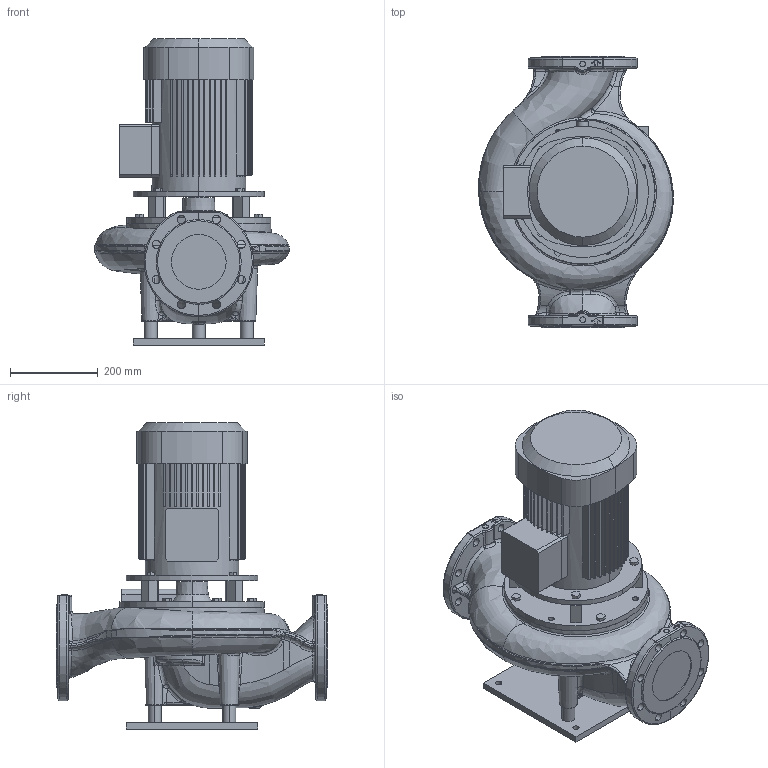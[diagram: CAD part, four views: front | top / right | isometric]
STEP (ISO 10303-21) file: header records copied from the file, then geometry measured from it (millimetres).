
FILE_DESCRIPTION (( 'STEP AP203' ), '1' );
FILE_NAME ('VariA 125-15.STEP', '2014-07-09T11:13:27', ( '' ), ( '' ), 'SwSTEP 2.0', 'SolidWorks 2011', '' );
FILE_SCHEMA (( 'CONFIG_CONTROL_DESIGN' ));
Length unit declared in the file: millimetre
Products named in the file (1): VariA 125-15
Bounding box: 445.01 x 620 x 699.5 mm (x, y, z)
Volume: 43619858.7 mm3; surface area: 1997977.7 mm2
Topology: 5 solids, 5 shells, 1026 faces, 2607 edges, 1586 vertices
Faces by surface type: bspline 335, cylinder 267, plane 259, cone 85, sphere 42, torus 38
Entity records: 73867 total; most frequent: CARTESIAN_POINT 51738, ORIENTED_EDGE 5146, DIRECTION 3891, EDGE_CURVE 2573, VERTEX_POINT 1586, AXIS2_PLACEMENT_3D 1532, EDGE_LOOP 1103, FACE_OUTER_BOUND 1026
